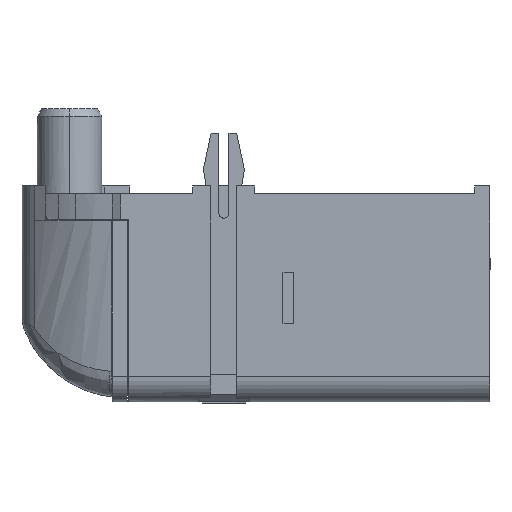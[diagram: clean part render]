
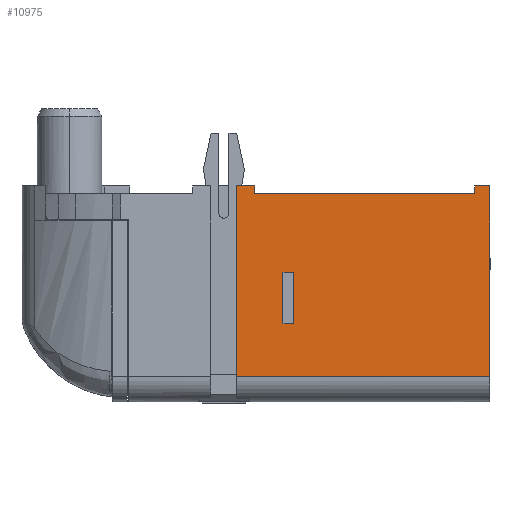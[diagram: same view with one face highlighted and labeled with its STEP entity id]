
A CAD part, left-side view. The second image highlights one B-rep face of the part: STEP entity #10975.
In plain terms, the highlighted planar face has unit normal (-1, 0, 0).
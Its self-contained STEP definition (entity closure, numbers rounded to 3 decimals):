
#13 = LINE ( 'NONE', #7009, #1114 ) ;
#45 = ORIENTED_EDGE ( 'NONE', *, *, #5186, .F. ) ;
#136 = FACE_OUTER_BOUND ( 'NONE', #3151, .T. ) ;
#220 = CARTESIAN_POINT ( 'NONE',  ( -7.75, -13.4, -8.1 ) ) ;
#259 = EDGE_CURVE ( 'NONE', #3471, #8605, #7583, .T. ) ;
#386 = EDGE_CURVE ( 'NONE', #8605, #7264, #14659, .T. ) ;
#401 = ORIENTED_EDGE ( 'NONE', *, *, #259, .F. ) ;
#669 = VECTOR ( 'NONE', #12393, 1000. ) ;
#927 = VECTOR ( 'NONE', #11596, 1000. ) ;
#931 = ORIENTED_EDGE ( 'NONE', *, *, #15783, .T. ) ;
#945 = DIRECTION ( 'NONE',  ( 0., 0., 1. ) ) ;
#1114 = VECTOR ( 'NONE', #13978, 1000. ) ;
#1238 = CARTESIAN_POINT ( 'NONE',  ( -7.75, -5.95, -5.05 ) ) ;
#1413 = EDGE_CURVE ( 'NONE', #16136, #3471, #19696, .T. ) ;
#1929 = CARTESIAN_POINT ( 'NONE',  ( -7.75, -5.95, -3.05 ) ) ;
#2214 = DIRECTION ( 'NONE',  ( 0., 0., -1. ) ) ;
#2435 = DIRECTION ( 'NONE',  ( 0., 0., 1. ) ) ;
#2615 = ORIENTED_EDGE ( 'NONE', *, *, #1413, .F. ) ;
#3011 = VECTOR ( 'NONE', #13736, 1000. ) ;
#3151 = EDGE_LOOP ( 'NONE', ( #931, #16686, #18679, #19644, #401, #2615, #18465, #21462 ) ) ;
#3305 = VERTEX_POINT ( 'NONE', #5376 ) ;
#3411 = CARTESIAN_POINT ( 'NONE',  ( -7.75, -13.4, 0.3 ) ) ;
#3471 = VERTEX_POINT ( 'NONE', #18142 ) ;
#3727 = DIRECTION ( 'NONE',  ( 0., 1., 0. ) ) ;
#3818 = VECTOR ( 'NONE', #945, 1000. ) ;
#4085 = CARTESIAN_POINT ( 'NONE',  ( -7.75, -13.4, 0. ) ) ;
#4190 = EDGE_CURVE ( 'NONE', #16805, #4798, #12369, .T. ) ;
#4798 = VERTEX_POINT ( 'NONE', #3411 ) ;
#4927 = VECTOR ( 'NONE', #8040, 1000. ) ;
#5186 = EDGE_CURVE ( 'NONE', #21167, #13839, #13, .T. ) ;
#5376 = CARTESIAN_POINT ( 'NONE',  ( -7.75, -4.85, 0.3 ) ) ;
#5560 = CARTESIAN_POINT ( 'NONE',  ( -7.75, -4.85, 0. ) ) ;
#5993 = EDGE_CURVE ( 'NONE', #4798, #16136, #21551, .T. ) ;
#6214 = CARTESIAN_POINT ( 'NONE',  ( -7.75, -14., -3.05 ) ) ;
#6310 = EDGE_CURVE ( 'NONE', #18701, #21167, #11255, .T. ) ;
#6320 = EDGE_CURVE ( 'NONE', #16409, #18701, #11593, .T. ) ;
#6406 = CARTESIAN_POINT ( 'NONE',  ( -7.75, -6.35, -5.05 ) ) ;
#7009 = CARTESIAN_POINT ( 'NONE',  ( -7.75, -5.95, -8.1 ) ) ;
#7029 = EDGE_CURVE ( 'NONE', #7264, #3305, #18432, .T. ) ;
#7263 = EDGE_CURVE ( 'NONE', #12694, #3305, #19812, .T. ) ;
#7264 = VERTEX_POINT ( 'NONE', #9297 ) ;
#7388 = EDGE_LOOP ( 'NONE', ( #21999, #45, #18809, #15388 ) ) ;
#7583 = LINE ( 'NONE', #21508, #9093 ) ;
#7840 = VECTOR ( 'NONE', #16861, 1000. ) ;
#7881 = CARTESIAN_POINT ( 'NONE',  ( -7.75, -4.15, -7.1 ) ) ;
#7989 = AXIS2_PLACEMENT_3D ( 'NONE', #12389, #17621, #16135 ) ;
#8040 = DIRECTION ( 'NONE',  ( 0., 1., 0. ) ) ;
#8085 = LINE ( 'NONE', #22126, #7840 ) ;
#8272 = CARTESIAN_POINT ( 'NONE',  ( -7.75, -14., 0.3 ) ) ;
#8605 = VERTEX_POINT ( 'NONE', #7881 ) ;
#9093 = VECTOR ( 'NONE', #21289, 1000. ) ;
#9297 = CARTESIAN_POINT ( 'NONE',  ( -7.75, -4.15, 0.3 ) ) ;
#9816 = EDGE_CURVE ( 'NONE', #13839, #16409, #8085, .T. ) ;
#10891 = PLANE ( 'NONE',  #7989 ) ;
#10975 = ADVANCED_FACE ( 'NONE', ( #11017, #136 ), #10891, .F. ) ;
#11017 = FACE_BOUND ( 'NONE', #7388, .T. ) ;
#11255 = LINE ( 'NONE', #6214, #4927 ) ;
#11593 = LINE ( 'NONE', #15012, #3818 ) ;
#11596 = DIRECTION ( 'NONE',  ( 0., -1., 0. ) ) ;
#12369 = LINE ( 'NONE', #220, #3011 ) ;
#12389 = CARTESIAN_POINT ( 'NONE',  ( -7.75, -14., -8.1 ) ) ;
#12393 = DIRECTION ( 'NONE',  ( 0., 0., 1. ) ) ;
#12694 = VERTEX_POINT ( 'NONE', #5560 ) ;
#12888 = DIRECTION ( 'NONE',  ( 0., -1., 0. ) ) ;
#13736 = DIRECTION ( 'NONE',  ( 0., 0., 1. ) ) ;
#13839 = VERTEX_POINT ( 'NONE', #1238 ) ;
#13978 = DIRECTION ( 'NONE',  ( 0., 0., -1. ) ) ;
#14050 = VECTOR ( 'NONE', #12888, 1000. ) ;
#14463 = CARTESIAN_POINT ( 'NONE',  ( -7.75, -14., 0.3 ) ) ;
#14659 = LINE ( 'NONE', #16140, #669 ) ;
#15012 = CARTESIAN_POINT ( 'NONE',  ( -7.75, -6.35, -8.1 ) ) ;
#15169 = VECTOR ( 'NONE', #2435, 1000. ) ;
#15388 = ORIENTED_EDGE ( 'NONE', *, *, #6320, .F. ) ;
#15783 = EDGE_CURVE ( 'NONE', #16805, #12694, #17643, .T. ) ;
#16004 = CARTESIAN_POINT ( 'NONE',  ( -7.75, -4.85, 0.3 ) ) ;
#16135 = DIRECTION ( 'NONE',  ( 0., 0., -1. ) ) ;
#16136 = VERTEX_POINT ( 'NONE', #20283 ) ;
#16140 = CARTESIAN_POINT ( 'NONE',  ( -7.75, -4.15, -8.1 ) ) ;
#16409 = VERTEX_POINT ( 'NONE', #6406 ) ;
#16650 = CARTESIAN_POINT ( 'NONE',  ( -7.75, -6.35, -3.05 ) ) ;
#16686 = ORIENTED_EDGE ( 'NONE', *, *, #7263, .T. ) ;
#16805 = VERTEX_POINT ( 'NONE', #4085 ) ;
#16861 = DIRECTION ( 'NONE',  ( 0., -1., 0. ) ) ;
#17621 = DIRECTION ( 'NONE',  ( 1., 0., 0. ) ) ;
#17643 = LINE ( 'NONE', #22571, #20458 ) ;
#18142 = CARTESIAN_POINT ( 'NONE',  ( -7.75, -14., -7.1 ) ) ;
#18432 = LINE ( 'NONE', #8272, #927 ) ;
#18465 = ORIENTED_EDGE ( 'NONE', *, *, #5993, .F. ) ;
#18679 = ORIENTED_EDGE ( 'NONE', *, *, #7029, .F. ) ;
#18701 = VERTEX_POINT ( 'NONE', #16650 ) ;
#18809 = ORIENTED_EDGE ( 'NONE', *, *, #6310, .F. ) ;
#19644 = ORIENTED_EDGE ( 'NONE', *, *, #386, .F. ) ;
#19696 = LINE ( 'NONE', #21734, #19910 ) ;
#19812 = LINE ( 'NONE', #16004, #15169 ) ;
#19910 = VECTOR ( 'NONE', #2214, 1000. ) ;
#20283 = CARTESIAN_POINT ( 'NONE',  ( -7.75, -14., 0.3 ) ) ;
#20458 = VECTOR ( 'NONE', #3727, 1000. ) ;
#21167 = VERTEX_POINT ( 'NONE', #1929 ) ;
#21289 = DIRECTION ( 'NONE',  ( 0., 1., 0. ) ) ;
#21462 = ORIENTED_EDGE ( 'NONE', *, *, #4190, .F. ) ;
#21508 = CARTESIAN_POINT ( 'NONE',  ( -7.75, -14., -7.1 ) ) ;
#21551 = LINE ( 'NONE', #14463, #14050 ) ;
#21734 = CARTESIAN_POINT ( 'NONE',  ( -7.75, -14., -8.1 ) ) ;
#21999 = ORIENTED_EDGE ( 'NONE', *, *, #9816, .F. ) ;
#22126 = CARTESIAN_POINT ( 'NONE',  ( -7.75, -14., -5.05 ) ) ;
#22571 = CARTESIAN_POINT ( 'NONE',  ( -7.75, -14., 0. ) ) ;
